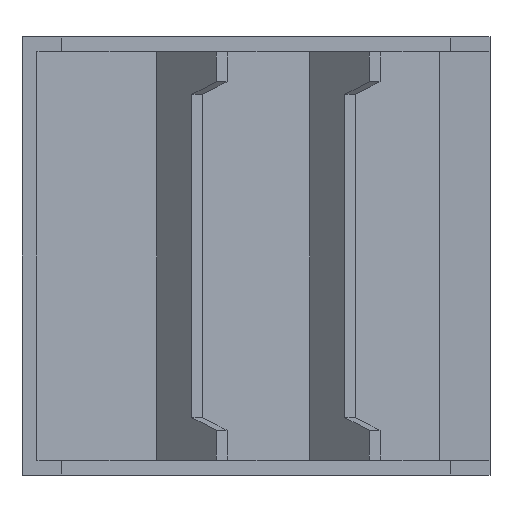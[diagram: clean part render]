
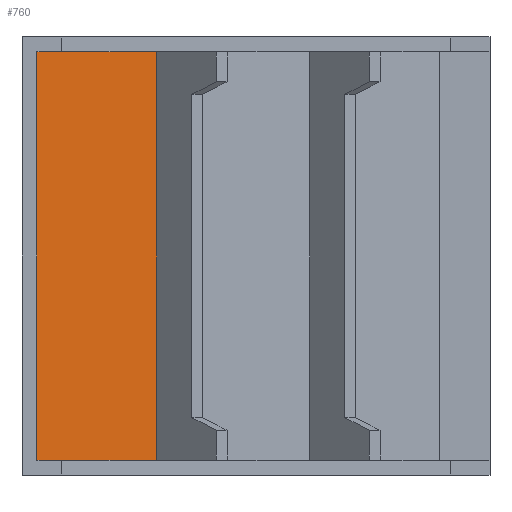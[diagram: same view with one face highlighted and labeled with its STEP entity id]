
A CAD part, left-side view. The second image highlights one B-rep face of the part: STEP entity #760.
In plain terms, the highlighted planar face has unit normal (-0.707, -0.707, 0).
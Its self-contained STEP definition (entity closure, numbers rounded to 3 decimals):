
#440=CARTESIAN_POINT('',(-59.887,66.958,85.0));
#441=VERTEX_POINT('',#440);
#448=CARTESIAN_POINT('',(-59.887,66.958,3.));
#449=VERTEX_POINT('',#448);
#450=CARTESIAN_POINT('',(-59.887,66.958,3.));
#451=DIRECTION('',(0.0,0.0,1.0));
#452=VECTOR('',#451,82.0);
#453=LINE('',#450,#452);
#454=EDGE_CURVE('',#449,#441,#453,.T.);
#674=CARTESIAN_POINT('',(-83.929,91.,3.0));
#675=VERTEX_POINT('',#674);
#676=CARTESIAN_POINT('',(-83.929,91.,3.0));
#677=DIRECTION('',(0.707,-0.707,0.0));
#678=VECTOR('',#677,34.);
#679=LINE('',#676,#678);
#680=EDGE_CURVE('',#675,#449,#679,.T.);
#737=CARTESIAN_POINT('',(-2.121,9.192,0.0));
#738=DIRECTION('',(0.707,0.707,0.0));
#739=DIRECTION('',(-0.707,0.707,0.0));
#740=AXIS2_PLACEMENT_3D('',#737,#738,#739);
#741=PLANE('',#740);
#742=ORIENTED_EDGE('',*,*,#454,.T.);
#743=CARTESIAN_POINT('',(-83.929,91.,85.0));
#744=VERTEX_POINT('',#743);
#745=CARTESIAN_POINT('',(-83.929,91.,85.0));
#746=DIRECTION('',(0.707,-0.707,0.0));
#747=VECTOR('',#746,34.);
#748=LINE('',#745,#747);
#749=EDGE_CURVE('',#441,#744,#748,.F.);
#750=ORIENTED_EDGE('',*,*,#749,.T.);
#751=CARTESIAN_POINT('',(-83.929,91.,85.0));
#752=DIRECTION('',(0.0,0.0,-1.0));
#753=VECTOR('',#752,82.0);
#754=LINE('',#751,#753);
#755=EDGE_CURVE('',#675,#744,#754,.F.);
#756=ORIENTED_EDGE('',*,*,#755,.F.);
#757=ORIENTED_EDGE('',*,*,#680,.T.);
#758=EDGE_LOOP('',(#742,#750,#756,#757));
#759=FACE_OUTER_BOUND('',#758,.T.);
#760=ADVANCED_FACE('',(#759),#741,.F.);
